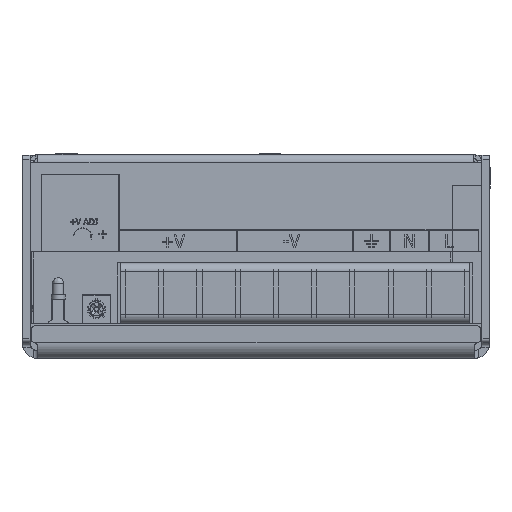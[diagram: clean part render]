
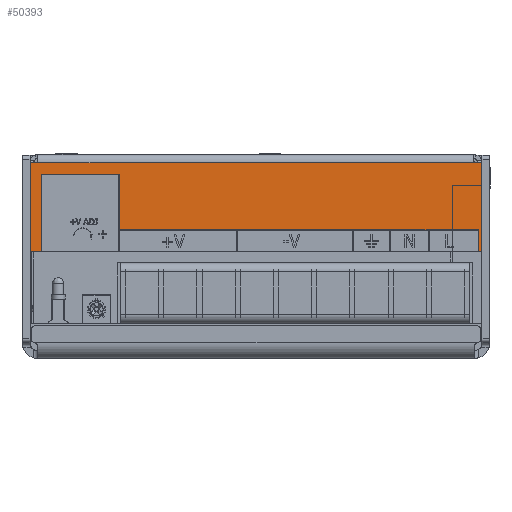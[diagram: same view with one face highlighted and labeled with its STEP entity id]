
A CAD part, left-side view. The second image highlights one B-rep face of the part: STEP entity #50393.
In plain terms, the highlighted planar face has unit normal (-1, 0, 0).
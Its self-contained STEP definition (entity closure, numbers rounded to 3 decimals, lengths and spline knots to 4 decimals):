
#4144=LINE('',#74807,#9285);
#4159=LINE('',#74905,#9300);
#4170=LINE('',#74994,#9311);
#4171=LINE('',#74996,#9312);
#4172=LINE('',#74998,#9313);
#4174=LINE('',#75001,#9315);
#9285=VECTOR('',#61583,0.3937);
#9300=VECTOR('',#61638,0.3937);
#9311=VECTOR('',#61685,0.3937);
#9312=VECTOR('',#61688,0.3937);
#9313=VECTOR('',#61691,0.3937);
#9315=VECTOR('',#61695,0.3937);
#13855=FACE_OUTER_BOUND('',#16735,.T.);
#16735=EDGE_LOOP('',(#36817,#36818,#36819,#36820,#36821,#36822,#36823,#36824,
#36825,#36826));
#19471=CIRCLE('',#54403,0.02);
#19476=CIRCLE('',#54413,0.02);
#19480=CIRCLE('',#54428,0.02);
#19482=CIRCLE('',#54439,0.02);
#21451=VERTEX_POINT('',#74779);
#21452=VERTEX_POINT('',#74780);
#21463=VERTEX_POINT('',#74806);
#21464=VERTEX_POINT('',#74814);
#21466=VERTEX_POINT('',#74829);
#21476=VERTEX_POINT('',#74897);
#21477=VERTEX_POINT('',#74899);
#21478=VERTEX_POINT('',#74903);
#21485=VERTEX_POINT('',#74941);
#21486=VERTEX_POINT('',#74945);
#27077=EDGE_CURVE('',#21451,#21452,#19471,.T.);
#27090=EDGE_CURVE('',#21452,#21463,#4144,.T.);
#27094=EDGE_CURVE('',#21463,#21464,#19476,.T.);
#27116=EDGE_CURVE('',#21476,#21477,#19480,.T.);
#27119=EDGE_CURVE('',#21478,#21476,#4159,.T.);
#27130=EDGE_CURVE('',#21485,#21478,#19482,.T.);
#27143=EDGE_CURVE('',#21486,#21485,#4170,.T.);
#27144=EDGE_CURVE('',#21466,#21464,#4171,.T.);
#27145=EDGE_CURVE('',#21486,#21466,#4172,.T.);
#27147=EDGE_CURVE('',#21451,#21477,#4174,.T.);
#36817=ORIENTED_EDGE('',*,*,#27077,.F.);
#36818=ORIENTED_EDGE('',*,*,#27147,.T.);
#36819=ORIENTED_EDGE('',*,*,#27116,.F.);
#36820=ORIENTED_EDGE('',*,*,#27119,.F.);
#36821=ORIENTED_EDGE('',*,*,#27130,.F.);
#36822=ORIENTED_EDGE('',*,*,#27143,.F.);
#36823=ORIENTED_EDGE('',*,*,#27145,.T.);
#36824=ORIENTED_EDGE('',*,*,#27144,.T.);
#36825=ORIENTED_EDGE('',*,*,#27094,.F.);
#36826=ORIENTED_EDGE('',*,*,#27090,.F.);
#46561=PLANE('',#54451);
#50393=ADVANCED_FACE('',(#13855),#46561,.F.);
#54403=AXIS2_PLACEMENT_3D('',#74781,#61561,#61562);
#54413=AXIS2_PLACEMENT_3D('',#74815,#61593,#61594);
#54428=AXIS2_PLACEMENT_3D('',#74900,#61632,#61633);
#54439=AXIS2_PLACEMENT_3D('',#74942,#61661,#61662);
#54451=AXIS2_PLACEMENT_3D('',#75002,#61696,#61697);
#61561=DIRECTION('center_axis',(1.,0.,0.));
#61562=DIRECTION('ref_axis',(0.,-0.707,0.707));
#61583=DIRECTION('',(0.,0.,-1.));
#61593=DIRECTION('center_axis',(1.,0.,0.));
#61594=DIRECTION('ref_axis',(0.,-0.707,-0.707));
#61632=DIRECTION('center_axis',(1.,0.,0.));
#61633=DIRECTION('ref_axis',(0.,0.707,0.707));
#61638=DIRECTION('',(0.,0.,1.));
#61661=DIRECTION('center_axis',(1.,0.,0.));
#61662=DIRECTION('ref_axis',(0.,0.707,-0.707));
#61685=DIRECTION('',(0.,1.,0.));
#61688=DIRECTION('',(0.,-1.,0.));
#61691=DIRECTION('',(0.,-1.,0.));
#61695=DIRECTION('',(0.,1.,0.));
#61696=DIRECTION('center_axis',(1.,0.,0.));
#61697=DIRECTION('ref_axis',(0.,0.,
-1.));
#74779=CARTESIAN_POINT('',(0.,0.02,0.94));
#74780=CARTESIAN_POINT('',(0.,0.,
0.92));
#74781=CARTESIAN_POINT('Origin',(0.,0.02,
0.92));
#74806=CARTESIAN_POINT('',(0.,0.,0.1));
#74807=CARTESIAN_POINT('',(0.,0.,
0.725));
#74814=CARTESIAN_POINT('',(0.,0.02,0.08));
#74815=CARTESIAN_POINT('Origin',(0.,0.02,
0.1));
#74829=CARTESIAN_POINT('',(0.,0.06,0.08));
#74897=CARTESIAN_POINT('',(0.,4.38,0.92));
#74899=CARTESIAN_POINT('',(0.,4.36,0.94));
#74900=CARTESIAN_POINT('Origin',(0.,4.36,
0.92));
#74903=CARTESIAN_POINT('',(0.,4.38,0.1));
#74905=CARTESIAN_POINT('',(0.,4.38,0.295));
#74941=CARTESIAN_POINT('',(0.,4.36,0.08));
#74942=CARTESIAN_POINT('Origin',(0.,4.36,0.1));
#74945=CARTESIAN_POINT('',(0.,4.32,0.08));
#74994=CARTESIAN_POINT('',(0.,4.3,0.08));
#74996=CARTESIAN_POINT('',(0.,0.08,0.08));
#74998=CARTESIAN_POINT('',(0.,2.19,0.08));
#75001=CARTESIAN_POINT('',(0.,4.3,0.94));
#75002=CARTESIAN_POINT('Origin',(0.,2.19,0.4648));
